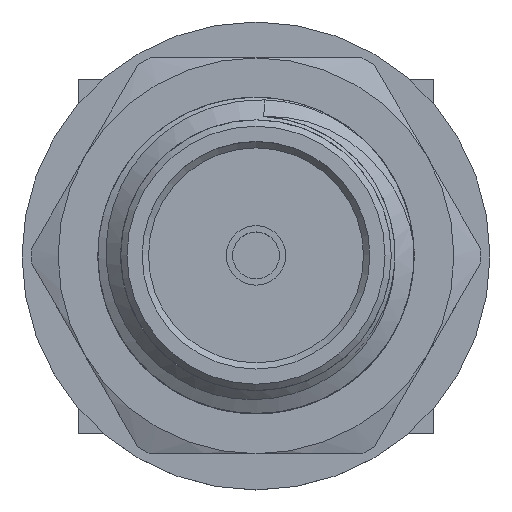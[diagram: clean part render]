
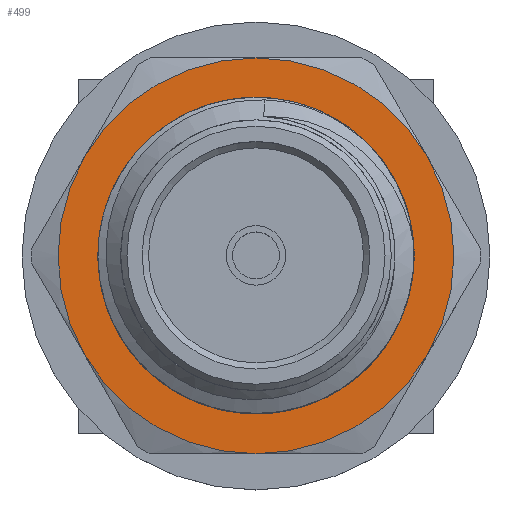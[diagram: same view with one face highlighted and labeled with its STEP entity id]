
A CAD part, top view. The second image highlights one B-rep face of the part: STEP entity #499.
In plain terms, the highlighted planar face has unit normal (0, 0, 1).
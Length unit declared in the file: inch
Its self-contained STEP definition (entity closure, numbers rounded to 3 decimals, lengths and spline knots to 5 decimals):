
#258 = CARTESIAN_POINT ( 'NONE',  ( -0.0375, 0.11924, 0.275 ) ) ;
#352 = CARTESIAN_POINT ( 'NONE',  ( -0.12146, 0.01513, 0.275 ) ) ;
#363 = VERTEX_POINT ( 'NONE', #1169 ) ;
#406 = CARTESIAN_POINT ( 'NONE',  ( 0., 0., 0.275 ) ) ;
#433 = CARTESIAN_POINT ( 'NONE',  ( -0.12099, 0.0206, 0.275 ) ) ;
#487 = CARTESIAN_POINT ( 'NONE',  ( 0., 0., 0.275 ) ) ;
#499 = ADVANCED_FACE ( 'NONE', ( #2226, #3958 ), #7526, .T. ) ;
#603 = CARTESIAN_POINT ( 'NONE',  ( 0., 0., 0.275 ) ) ;
#780 = VERTEX_POINT ( 'NONE', #1263 ) ;
#786 = ORIENTED_EDGE ( 'NONE', *, *, #4472, .F. ) ;
#1011 = DIRECTION ( 'NONE',  ( 0., 0., -1. ) ) ;
#1106 = B_SPLINE_CURVE_WITH_KNOTS ( 'NONE', 3,
 ( #5776, #4576, #2669, #3292, #2027, #7591 ),
 .UNSPECIFIED., .F., .F.,
 ( 4, 2, 4 ),
 ( 0., 0.00078, 0.00157 ),
 .UNSPECIFIED. ) ;
#1115 = DIRECTION ( 'NONE',  ( 1., 0., 0. ) ) ;
#1169 = CARTESIAN_POINT ( 'NONE',  ( -0.11124, 0.05701, 0.275 ) ) ;
#1263 = CARTESIAN_POINT ( 'NONE',  ( 0.13553, -0.07825, 0.275 ) ) ;
#1333 = ORIENTED_EDGE ( 'NONE', *, *, #3576, .T. ) ;
#1545 = CIRCLE ( 'NONE', #2213, 0.1565 ) ;
#1568 = AXIS2_PLACEMENT_3D ( 'NONE', #2698, #3314, #6914 ) ;
#1632 = EDGE_LOOP ( 'NONE', ( #4859, #3861, #1333, #4607, #6266, #6555 ) ) ;
#1645 = CARTESIAN_POINT ( 'NONE',  ( -0.12168, 0.00431, 0.275 ) ) ;
#1669 = CARTESIAN_POINT ( 'NONE',  ( -0.12145, -0.00108, 0.275 ) ) ;
#1732 = CARTESIAN_POINT ( 'NONE',  ( -0.11559, 0.047, 0.275 ) ) ;
#1847 = EDGE_CURVE ( 'NONE', #780, #4244, #4793, .T. ) ;
#1899 = DIRECTION ( 'NONE',  ( 1., 0., 0. ) ) ;
#1902 = EDGE_CURVE ( 'NONE', #5073, #780, #1545, .T. ) ;
#1966 = DIRECTION ( 'NONE',  ( 0., 0., 1. ) ) ;
#2027 = CARTESIAN_POINT ( 'NONE',  ( 0.01388, 0.12132, 0.275 ) ) ;
#2051 = DIRECTION ( 'NONE',  ( 0., 0., 1. ) ) ;
#2213 = AXIS2_PLACEMENT_3D ( 'NONE', #603, #6787, #1899 ) ;
#2226 = FACE_OUTER_BOUND ( 'NONE', #1632, .T. ) ;
#2256 = EDGE_LOOP ( 'NONE', ( #786, #5820, #7042, #5704 ) ) ;
#2293 = DIRECTION ( 'NONE',  ( 1., 0., 0. ) ) ;
#2363 = CIRCLE ( 'NONE', #1568, 0.1565 ) ;
#2572 = DIRECTION ( 'NONE',  ( 1., 0., 0. ) ) ;
#2608 = AXIS2_PLACEMENT_3D ( 'NONE', #487, #7321, #6040 ) ;
#2631 = CARTESIAN_POINT ( 'NONE',  ( 0., 0., 0.275 ) ) ;
#2669 = CARTESIAN_POINT ( 'NONE',  ( -0.01716, 0.12295, 0.275 ) ) ;
#2698 = CARTESIAN_POINT ( 'NONE',  ( 0., 0., 0.275 ) ) ;
#2846 = AXIS2_PLACEMENT_3D ( 'NONE', #4169, #4792, #1115 ) ;
#2963 = AXIS2_PLACEMENT_3D ( 'NONE', #406, #4756, #4779 ) ;
#3056 = EDGE_CURVE ( 'NONE', #3982, #6577, #6310, .T. ) ;
#3292 = CARTESIAN_POINT ( 'NONE',  ( 0.00347, 0.12275, 0.275 ) ) ;
#3314 = DIRECTION ( 'NONE',  ( 0., 0., 1. ) ) ;
#3448 = CARTESIAN_POINT ( 'NONE',  ( 0., 0., 0.275 ) ) ;
#3519 = CARTESIAN_POINT ( 'NONE',  ( -0.11856, 0.03664, 0.275 ) ) ;
#3576 = EDGE_CURVE ( 'NONE', #6123, #6486, #6901, .T. ) ;
#3619 = CARTESIAN_POINT ( 'NONE',  ( 0., 0.1565, 0.275 ) ) ;
#3861 = ORIENTED_EDGE ( 'NONE', *, *, #4157, .T. ) ;
#3869 = VERTEX_POINT ( 'NONE', #6560 ) ;
#3951 = CARTESIAN_POINT ( 'NONE',  ( 0.13553, 0.07825, 0.275 ) ) ;
#3958 = FACE_BOUND ( 'NONE', #2256, .T. ) ;
#3982 = VERTEX_POINT ( 'NONE', #4240 ) ;
#4115 = EDGE_CURVE ( 'NONE', #7437, #3982, #1106, .T. ) ;
#4127 = CARTESIAN_POINT ( 'NONE',  ( -0.12085, -0.00644, 0.275 ) ) ;
#4157 = EDGE_CURVE ( 'NONE', #4244, #6123, #2363, .T. ) ;
#4169 = CARTESIAN_POINT ( 'NONE',  ( 0., 0., 0.275 ) ) ;
#4240 = CARTESIAN_POINT ( 'NONE',  ( 0.02381, 0.11865, 0.275 ) ) ;
#4244 = VERTEX_POINT ( 'NONE', #3951 ) ;
#4282 = CIRCLE ( 'NONE', #5364, 0.1565 ) ;
#4393 = CIRCLE ( 'NONE', #5499, 0.125 ) ;
#4472 = EDGE_CURVE ( 'NONE', #7437, #363, #4393, .T. ) ;
#4514 = EDGE_CURVE ( 'NONE', #6577, #363, #7164, .T. ) ;
#4576 = CARTESIAN_POINT ( 'NONE',  ( -0.02738, 0.12176, 0.275 ) ) ;
#4607 = ORIENTED_EDGE ( 'NONE', *, *, #5202, .T. ) ;
#4624 = EDGE_CURVE ( 'NONE', #3869, #5073, #6728, .T. ) ;
#4732 = CARTESIAN_POINT ( 'NONE',  ( -0.11124, 0.05701, 0.275 ) ) ;
#4756 = DIRECTION ( 'NONE',  ( 0., 0., 1. ) ) ;
#4779 = DIRECTION ( 'NONE',  ( 1., 0., 0. ) ) ;
#4792 = DIRECTION ( 'NONE',  ( 0., 0., 1. ) ) ;
#4793 = CIRCLE ( 'NONE', #2846, 0.1565 ) ;
#4859 = ORIENTED_EDGE ( 'NONE', *, *, #1847, .T. ) ;
#5073 = VERTEX_POINT ( 'NONE', #6050 ) ;
#5202 = EDGE_CURVE ( 'NONE', #6486, #3869, #4282, .T. ) ;
#5364 = AXIS2_PLACEMENT_3D ( 'NONE', #6987, #2051, #6335 ) ;
#5499 = AXIS2_PLACEMENT_3D ( 'NONE', #7159, #7220, #5907 ) ;
#5704 = ORIENTED_EDGE ( 'NONE', *, *, #4514, .T. ) ;
#5776 = CARTESIAN_POINT ( 'NONE',  ( -0.0375, 0.11924, 0.275 ) ) ;
#5820 = ORIENTED_EDGE ( 'NONE', *, *, #4115, .T. ) ;
#5907 = DIRECTION ( 'NONE',  ( 1., 0., 0. ) ) ;
#6040 = DIRECTION ( 'NONE',  ( 1., 0., 0. ) ) ;
#6050 = CARTESIAN_POINT ( 'NONE',  ( 0., -0.1565, 0.275 ) ) ;
#6123 = VERTEX_POINT ( 'NONE', #3619 ) ;
#6266 = ORIENTED_EDGE ( 'NONE', *, *, #4624, .T. ) ;
#6310 = CIRCLE ( 'NONE', #6952, 0.12102 ) ;
#6335 = DIRECTION ( 'NONE',  ( 1., 0., 0. ) ) ;
#6486 = VERTEX_POINT ( 'NONE', #6740 ) ;
#6555 = ORIENTED_EDGE ( 'NONE', *, *, #1902, .T. ) ;
#6560 = CARTESIAN_POINT ( 'NONE',  ( -0.13553, -0.07825, 0.275 ) ) ;
#6577 = VERTEX_POINT ( 'NONE', #7435 ) ;
#6728 = CIRCLE ( 'NONE', #2608, 0.1565 ) ;
#6740 = CARTESIAN_POINT ( 'NONE',  ( -0.13553, 0.07825, 0.275 ) ) ;
#6787 = DIRECTION ( 'NONE',  ( 0., 0., 1. ) ) ;
#6901 = CIRCLE ( 'NONE', #2963, 0.1565 ) ;
#6914 = DIRECTION ( 'NONE',  ( 1., 0., 0. ) ) ;
#6952 = AXIS2_PLACEMENT_3D ( 'NONE', #3448, #1011, #2293 ) ;
#6987 = CARTESIAN_POINT ( 'NONE',  ( 0., 0., 0.275 ) ) ;
#7042 = ORIENTED_EDGE ( 'NONE', *, *, #3056, .T. ) ;
#7159 = CARTESIAN_POINT ( 'NONE',  ( 0., 0., 0.275 ) ) ;
#7164 = B_SPLINE_CURVE_WITH_KNOTS ( 'NONE', 3,
 ( #4127, #1669, #1645, #352, #433, #3519, #1732, #4732 ),
 .UNSPECIFIED., .F., .F.,
 ( 4, 2, 2, 4 ),
 ( 0.00139, 0.0018, 0.00221, 0.00303 ),
 .UNSPECIFIED. ) ;
#7220 = DIRECTION ( 'NONE',  ( 0., 0., 1. ) ) ;
#7259 = AXIS2_PLACEMENT_3D ( 'NONE', #2631, #1966, #2572 ) ;
#7321 = DIRECTION ( 'NONE',  ( 0., 0., 1. ) ) ;
#7435 = CARTESIAN_POINT ( 'NONE',  ( -0.12085, -0.00644, 0.275 ) ) ;
#7437 = VERTEX_POINT ( 'NONE', #258 ) ;
#7526 = PLANE ( 'NONE',  #7259 ) ;
#7591 = CARTESIAN_POINT ( 'NONE',  ( 0.02381, 0.11865, 0.275 ) ) ;
